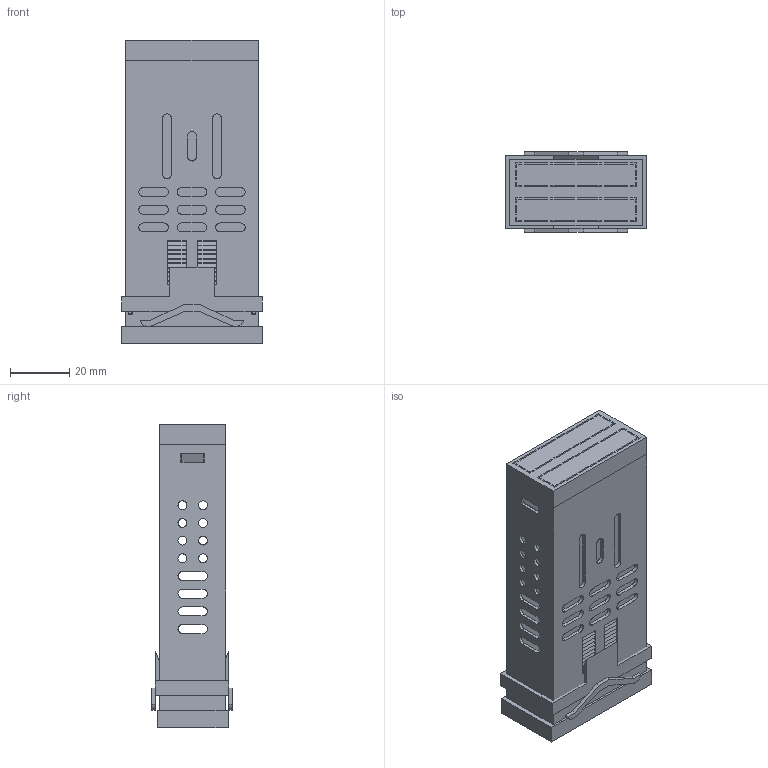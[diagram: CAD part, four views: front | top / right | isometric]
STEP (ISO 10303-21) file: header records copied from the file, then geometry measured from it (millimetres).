
FILE_DESCRIPTION (( 'STEP AP214' ), '1' );
FILE_NAME ('IC-024-03.STEP', '2022-01-24T10:04:54', ( '' ), ( '' ), 'SwSTEP 2.0', 'SolidWorks 2017', '' );
FILE_SCHEMA (( 'AUTOMOTIVE_DESIGN' ));
Length unit declared in the file: millimetre
Products named in the file (18): Case IC-024; Screw-smallest; Front Plate FP-024-01-02; IC-024-Front-PCB; IC-024BP-PCB; Back Plate BP-024-8-16; IC-024-Horizontal-PCB; Clamp ICCL-024; IC-024-03
Assembly tree (9 placements, depth 2):
  Screw-smallest
  Front Plate FP-024-01-02
  IC-024-Front-PCB
  Screw-smallest
  Case IC-024
Bounding box: 48 x 27.4 x 103 mm (x, y, z)
Volume: 26487.2 mm3; surface area: 47121.7 mm2
Topology: 9 solids, 9 shells, 680 faces, 2001 edges, 1324 vertices
Faces by surface type: plane 511, cylinder 143, cone 10, torus 8, bspline 8
Entity records: 22591 total; most frequent: CARTESIAN_POINT 4065, ORIENTED_EDGE 3872, DIRECTION 3526, EDGE_CURVE 1936, VECTOR 1616, LINE 1616, VERTEX_POINT 1284, AXIS2_PLACEMENT_3D 955
